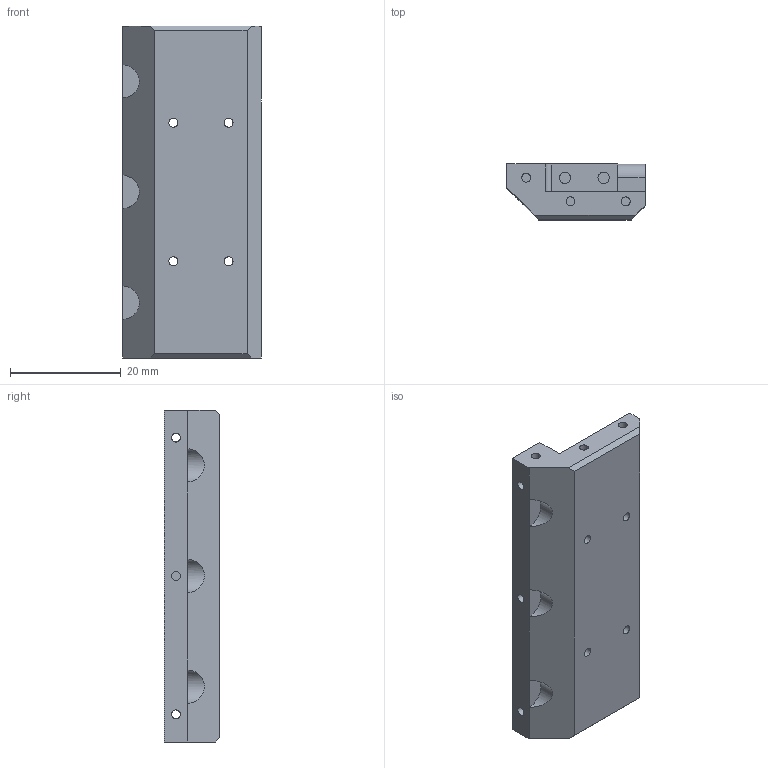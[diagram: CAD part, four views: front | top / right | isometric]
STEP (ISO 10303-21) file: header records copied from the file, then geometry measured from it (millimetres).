
FILE_DESCRIPTION(/* description */ (''),/* implementation_level */ '2;1');
FILE_NAME(/* name */ 'BodyBase.stp',/* time_stamp */ '2024-07-20T15:23:35+08:00',/* author */ ('24660'),/* organization */ (''),/* preprocessor_version */ 'ST-DEVELOPER v19',/* originating_system */ 'Autodesk Inventor 2023',/* authorisation */ '');
FILE_SCHEMA (('AUTOMOTIVE_DESIGN { 1 0 10303 214 3 1 1 }'));
Length unit declared in the file: millimetre
Products named in the file (1): 前板
Bounding box: 25 x 10.05 x 60 mm (x, y, z)
Volume: 11721 mm3; surface area: 5143.7 mm2
Topology: 1 solids, 1 shells, 68 faces, 172 edges, 114 vertices
Faces by surface type: plane 39, cylinder 29
Full cylindrical faces by diameter (mm): 1.6 x18, 2.05 x4
Entity records: 2425 total; most frequent: CARTESIAN_POINT 679, DIRECTION 348, ORIENTED_EDGE 344, EDGE_CURVE 172, AXIS2_PLACEMENT_3D 127, VERTEX_POINT 114, EDGE_LOOP 96, LINE 94
